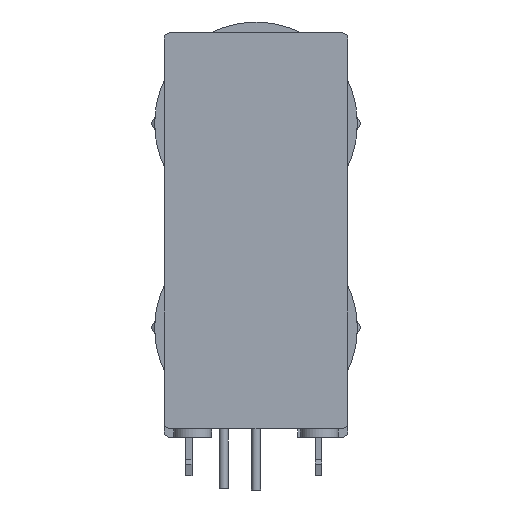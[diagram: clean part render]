
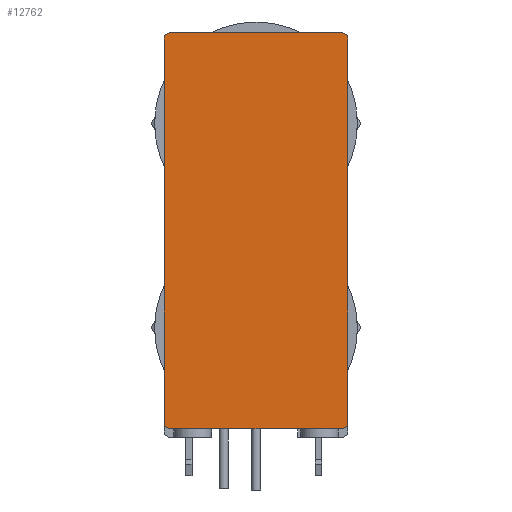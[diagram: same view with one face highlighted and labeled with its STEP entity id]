
A CAD part, left-side view. The second image highlights one B-rep face of the part: STEP entity #12762.
In plain terms, the highlighted planar face has unit normal (-1, 0, 0).
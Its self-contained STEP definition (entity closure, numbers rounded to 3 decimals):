
#1268=PLANE('',#13491);
#1755=FACE_OUTER_BOUND('',#2504,.T.);
#2504=EDGE_LOOP('',(#9888,#9889,#9890,#9891,#9892,#9893,#9894,#9895,#9896,
#9897,#9898,#9899));
#3287=LINE('',#31301,#4175);
#3292=LINE('',#31310,#4180);
#3294=LINE('',#31313,#4182);
#3295=LINE('',#31318,#4183);
#3296=LINE('',#31322,#4184);
#3297=LINE('',#31324,#4185);
#3298=LINE('',#31326,#4186);
#3299=LINE('',#31330,#4187);
#4175=VECTOR('',#14854,10.);
#4180=VECTOR('',#14859,10.);
#4182=VECTOR('',#14863,10.);
#4183=VECTOR('',#14868,13.383);
#4184=VECTOR('',#14871,10.);
#4185=VECTOR('',#14872,10.);
#4186=VECTOR('',#14873,10.);
#4187=VECTOR('',#14876,13.383);
#4834=CIRCLE('',#13492,0.508);
#4835=CIRCLE('',#13493,0.508);
#4836=CIRCLE('',#13494,0.508);
#4837=CIRCLE('',#13495,0.508);
#5534=VERTEX_POINT('',#31298);
#5535=VERTEX_POINT('',#31300);
#5538=VERTEX_POINT('',#31307);
#5539=VERTEX_POINT('',#31309);
#5540=VERTEX_POINT('',#31315);
#5541=VERTEX_POINT('',#31317);
#5542=VERTEX_POINT('',#31319);
#5543=VERTEX_POINT('',#31321);
#5544=VERTEX_POINT('',#31323);
#5545=VERTEX_POINT('',#31325);
#5546=VERTEX_POINT('',#31327);
#5547=VERTEX_POINT('',#31329);
#7105=EDGE_CURVE('',#5534,#5535,#3287,.T.);
#7110=EDGE_CURVE('',#5538,#5539,#3292,.T.);
#7112=EDGE_CURVE('',#5539,#5534,#3294,.T.);
#7113=EDGE_CURVE('',#5540,#5538,#4834,.T.);
#7114=EDGE_CURVE('',#5541,#5540,#3295,.T.);
#7115=EDGE_CURVE('',#5542,#5541,#4835,.T.);
#7116=EDGE_CURVE('',#5542,#5543,#3296,.T.);
#7117=EDGE_CURVE('',#5543,#5544,#3297,.T.);
#7118=EDGE_CURVE('',#5544,#5545,#3298,.T.);
#7119=EDGE_CURVE('',#5546,#5545,#4836,.T.);
#7120=EDGE_CURVE('',#5547,#5546,#3299,.T.);
#7121=EDGE_CURVE('',#5535,#5547,#4837,.T.);
#9888=ORIENTED_EDGE('',*,*,#7105,.F.);
#9889=ORIENTED_EDGE('',*,*,#7112,.F.);
#9890=ORIENTED_EDGE('',*,*,#7110,.F.);
#9891=ORIENTED_EDGE('',*,*,#7113,.F.);
#9892=ORIENTED_EDGE('',*,*,#7114,.F.);
#9893=ORIENTED_EDGE('',*,*,#7115,.F.);
#9894=ORIENTED_EDGE('',*,*,#7116,.T.);
#9895=ORIENTED_EDGE('',*,*,#7117,.T.);
#9896=ORIENTED_EDGE('',*,*,#7118,.T.);
#9897=ORIENTED_EDGE('',*,*,#7119,.F.);
#9898=ORIENTED_EDGE('',*,*,#7120,.F.);
#9899=ORIENTED_EDGE('',*,*,#7121,.F.);
#12762=ADVANCED_FACE('',(#1755),#1268,.T.);
#13491=AXIS2_PLACEMENT_3D('',#31314,#14864,#14865);
#13492=AXIS2_PLACEMENT_3D('',#31316,#14866,#14867);
#13493=AXIS2_PLACEMENT_3D('',#31320,#14869,#14870);
#13494=AXIS2_PLACEMENT_3D('',#31328,#14874,#14875);
#13495=AXIS2_PLACEMENT_3D('',#31331,#14877,#14878);
#14854=DIRECTION('',(0.,0.,-1.));
#14859=DIRECTION('',(0.,0.,-1.));
#14863=DIRECTION('',(0.,0.,-1.));
#14864=DIRECTION('center_axis',(-1.,0.,0.));
#14865=DIRECTION('ref_axis',(0.,0.,-1.));
#14866=DIRECTION('center_axis',(1.,0.,0.));
#14867=DIRECTION('ref_axis',(0.,0.,1.));
#14868=DIRECTION('',(0.,-1.,0.));
#14869=DIRECTION('center_axis',(1.,0.,0.));
#14870=DIRECTION('ref_axis',(0.,1.,0.));
#14871=DIRECTION('',(0.,0.,-1.));
#14872=DIRECTION('',(0.,0.,-1.));
#14873=DIRECTION('',(0.,0.,-1.));
#14874=DIRECTION('center_axis',(1.,0.,0.));
#14875=DIRECTION('ref_axis',(0.,0.,-1.));
#14876=DIRECTION('',(0.,1.,0.));
#14877=DIRECTION('center_axis',(1.,0.,0.));
#14878=DIRECTION('ref_axis',(0.,-1.,0.));
#31298=CARTESIAN_POINT('',(-1.275,-7.2,3.62));
#31300=CARTESIAN_POINT('',(-1.275,-7.2,1.181));
#31301=CARTESIAN_POINT('',(-1.275,-7.2,24.092));
#31307=CARTESIAN_POINT('',(-1.275,-7.2,31.179));
#31309=CARTESIAN_POINT('',(-1.275,-7.2,28.334));
#31310=CARTESIAN_POINT('',(-1.275,-7.2,24.092));
#31313=CARTESIAN_POINT('',(-1.275,-7.201,8.585));
#31314=CARTESIAN_POINT('Origin',(-1.275,0.,16.497));
#31315=CARTESIAN_POINT('',(-1.275,-6.692,31.687));
#31316=CARTESIAN_POINT('Origin',(-1.275,-6.692,31.179));
#31317=CARTESIAN_POINT('',(-1.275,6.692,31.687));
#31318=CARTESIAN_POINT('',(-1.275,6.692,31.687));
#31319=CARTESIAN_POINT('',(-1.275,7.2,31.179));
#31320=CARTESIAN_POINT('Origin',(-1.275,6.692,31.179));
#31321=CARTESIAN_POINT('',(-1.275,7.2,28.334));
#31322=CARTESIAN_POINT('',(-1.275,7.2,8.585));
#31323=CARTESIAN_POINT('',(-1.275,7.2,3.62));
#31324=CARTESIAN_POINT('',(-1.275,7.201,24.092));
#31325=CARTESIAN_POINT('',(-1.275,7.2,1.181));
#31326=CARTESIAN_POINT('',(-1.275,7.2,8.585));
#31327=CARTESIAN_POINT('',(-1.275,6.692,0.673));
#31328=CARTESIAN_POINT('Origin',(-1.275,6.692,1.181));
#31329=CARTESIAN_POINT('',(-1.275,-6.692,0.673));
#31330=CARTESIAN_POINT('',(-1.275,-6.692,0.673));
#31331=CARTESIAN_POINT('Origin',(-1.275,-6.692,1.181));
